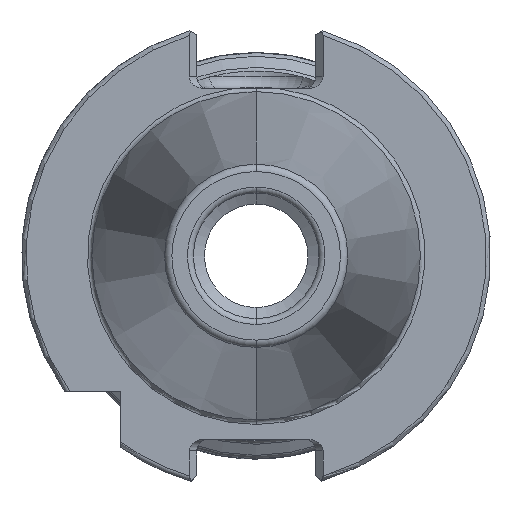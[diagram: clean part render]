
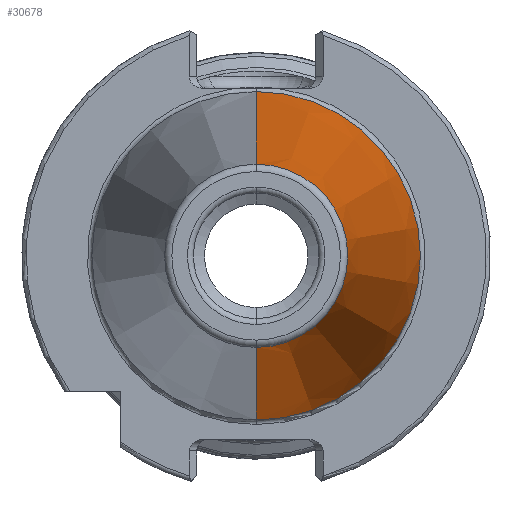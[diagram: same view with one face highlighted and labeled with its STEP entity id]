
A CAD part, left-side view. The second image highlights one B-rep face of the part: STEP entity #30678.
In plain terms, the highlighted conical face has half-angle 8.297 degrees and reference radius 22.225 mm.
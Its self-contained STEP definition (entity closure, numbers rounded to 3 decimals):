
#232 = CONICAL_SURFACE ( 'NONE', #21540, 22.225, 0.145 ) ;
#602 = DIRECTION ( 'NONE',  ( -1., 0., 0. ) ) ;
#1213 = VERTEX_POINT ( 'NONE', #29430 ) ;
#1354 = EDGE_CURVE ( 'NONE', #32131, #31010, #13907, .T. ) ;
#3719 = ORIENTED_EDGE ( 'NONE', *, *, #1354, .T. ) ;
#5522 = DIRECTION ( 'NONE',  ( 0.99, 0., -0.144 ) ) ;
#5877 = CIRCLE ( 'NONE', #21636, 22.225 ) ;
#7134 = CARTESIAN_POINT ( 'NONE',  ( -67.394, 0., 12.397 ) ) ;
#8720 = ORIENTED_EDGE ( 'NONE', *, *, #14093, .F. ) ;
#9135 = DIRECTION ( 'NONE',  ( -1., 0., 0. ) ) ;
#9722 = CARTESIAN_POINT ( 'NONE',  ( 0., 0., 22.225 ) ) ;
#10691 = DIRECTION ( 'NONE',  ( 1., 0., 0. ) ) ;
#12318 = CARTESIAN_POINT ( 'NONE',  ( 0., 0., -22.225 ) ) ;
#12364 = EDGE_CURVE ( 'NONE', #18344, #1213, #31691, .T. ) ;
#12425 = DIRECTION ( 'NONE',  ( 0.99, 0., 0.144 ) ) ;
#13401 = ORIENTED_EDGE ( 'NONE', *, *, #12364, .F. ) ;
#13907 = LINE ( 'NONE', #14893, #20144 ) ;
#14093 = EDGE_CURVE ( 'NONE', #32131, #18344, #32346, .T. ) ;
#14284 = AXIS2_PLACEMENT_3D ( 'NONE', #25152, #9135, #27813 ) ;
#14893 = CARTESIAN_POINT ( 'NONE',  ( 0., 0., -22.225 ) ) ;
#15980 = DIRECTION ( 'NONE',  ( 0., 0., -1. ) ) ;
#16611 = CARTESIAN_POINT ( 'NONE',  ( 0., 0., 0. ) ) ;
#18344 = VERTEX_POINT ( 'NONE', #7134 ) ;
#19284 = DIRECTION ( 'NONE',  ( 0., 0., 1. ) ) ;
#19706 = EDGE_CURVE ( 'NONE', #31010, #1213, #5877, .T. ) ;
#20144 = VECTOR ( 'NONE', #5522, 1000. ) ;
#21540 = AXIS2_PLACEMENT_3D ( 'NONE', #34617, #10691, #15980 ) ;
#21581 = CARTESIAN_POINT ( 'NONE',  ( -67.394, 0., -12.397 ) ) ;
#21636 = AXIS2_PLACEMENT_3D ( 'NONE', #16611, #602, #19284 ) ;
#22347 = ORIENTED_EDGE ( 'NONE', *, *, #19706, .T. ) ;
#23776 = VECTOR ( 'NONE', #12425, 1000. ) ;
#25152 = CARTESIAN_POINT ( 'NONE',  ( -67.394, 0., 0. ) ) ;
#27813 = DIRECTION ( 'NONE',  ( 0., 0., 1. ) ) ;
#29430 = CARTESIAN_POINT ( 'NONE',  ( 0., 0., 22.225 ) ) ;
#29464 = FACE_OUTER_BOUND ( 'NONE', #32901, .T. ) ;
#30678 = ADVANCED_FACE ( 'NONE', ( #29464 ), #232, .T. ) ;
#31010 = VERTEX_POINT ( 'NONE', #12318 ) ;
#31691 = LINE ( 'NONE', #9722, #23776 ) ;
#32131 = VERTEX_POINT ( 'NONE', #21581 ) ;
#32346 = CIRCLE ( 'NONE', #14284, 12.397 ) ;
#32901 = EDGE_LOOP ( 'NONE', ( #13401, #8720, #3719, #22347 ) ) ;
#34617 = CARTESIAN_POINT ( 'NONE',  ( 0., 0., 0. ) ) ;
